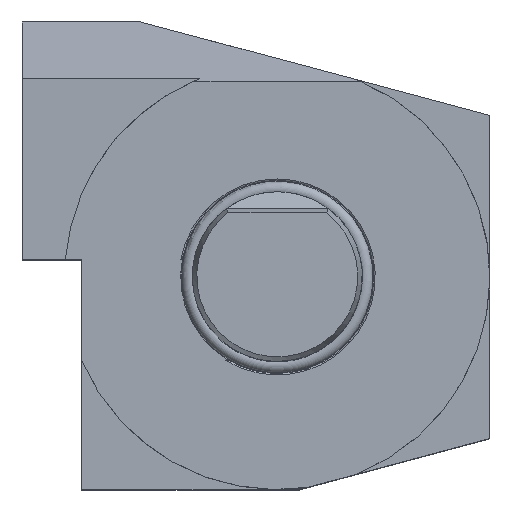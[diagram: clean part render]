
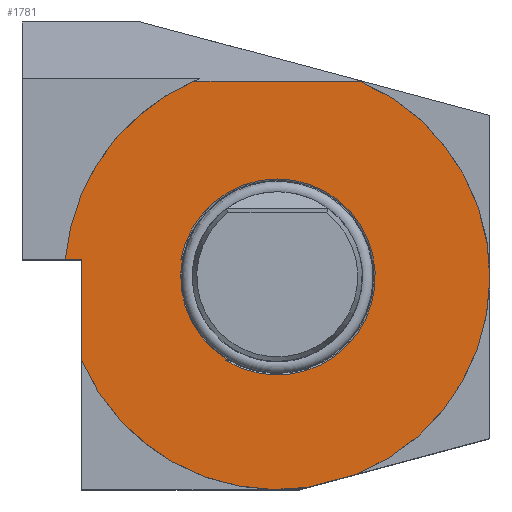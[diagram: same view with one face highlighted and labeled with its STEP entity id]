
A CAD part, top view. The second image highlights one B-rep face of the part: STEP entity #1781.
In plain terms, the highlighted planar face has unit normal (0, 0, 1).
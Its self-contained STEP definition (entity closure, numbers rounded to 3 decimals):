
#329 = DIRECTION ( 'NONE',  ( -1., 0., 0. ) ) ;
#434 = EDGE_CURVE ( 'NONE', #577, #16461, #11509, .T. ) ;
#477 = AXIS2_PLACEMENT_3D ( 'NONE', #17205, #5766, #10157 ) ;
#577 = VERTEX_POINT ( 'NONE', #8326 ) ;
#602 = CARTESIAN_POINT ( 'NONE',  ( 3.557, -24.746, 0. ) ) ;
#937 = VERTEX_POINT ( 'NONE', #1654 ) ;
#965 = CARTESIAN_POINT ( 'NONE',  ( -2.5, 2.5, 0. ) ) ;
#1078 = CARTESIAN_POINT ( 'NONE',  ( 0., 0., 0. ) ) ;
#1635 = AXIS2_PLACEMENT_3D ( 'NONE', #6219, #13563, #10524 ) ;
#1654 = CARTESIAN_POINT ( 'NONE',  ( -5.384, -9.798, 0. ) ) ;
#1684 = VECTOR ( 'NONE', #17822, 1000. ) ;
#1720 = AXIS2_PLACEMENT_3D ( 'NONE', #4679, #15360, #18059 ) ;
#1735 = LINE ( 'NONE', #3261, #13157 ) ;
#1781 = ADVANCED_FACE ( 'NONE', ( #5043, #4493 ), #4944, .T. ) ;
#2024 = VERTEX_POINT ( 'NONE', #8124 ) ;
#2151 = CARTESIAN_POINT ( 'NONE',  ( 0., 11.525, 0. ) ) ;
#2256 = EDGE_CURVE ( 'NONE', #18073, #17701, #12793, .T. ) ;
#2651 = DIRECTION ( 'NONE',  ( 0., -1., 0. ) ) ;
#2675 = CIRCLE ( 'NONE', #5417, 11.18 ) ;
#2736 = DIRECTION ( 'NONE',  ( 1., 0., 0. ) ) ;
#2777 = CIRCLE ( 'NONE', #12412, 25. ) ;
#2814 = DIRECTION ( 'NONE',  ( 0., 0., 1. ) ) ;
#3261 = CARTESIAN_POINT ( 'NONE',  ( -1., -9.798, 0. ) ) ;
#3619 = EDGE_CURVE ( 'NONE', #8849, #10142, #14949, .T. ) ;
#3861 = CARTESIAN_POINT ( 'NONE',  ( -11., 2., 0. ) ) ;
#3994 = CARTESIAN_POINT ( 'NONE',  ( 9.293, -23.209, 0. ) ) ;
#4137 = ORIENTED_EDGE ( 'NONE', *, *, #16008, .T. ) ;
#4162 = EDGE_CURVE ( 'NONE', #937, #17701, #1735, .T. ) ;
#4180 = CARTESIAN_POINT ( 'NONE',  ( -6.068, -9.798, 0. ) ) ;
#4493 = FACE_BOUND ( 'NONE', #5250, .T. ) ;
#4652 = LINE ( 'NONE', #4853, #5333 ) ;
#4679 = CARTESIAN_POINT ( 'NONE',  ( 0., 0., 0. ) ) ;
#4853 = CARTESIAN_POINT ( 'NONE',  ( -12.75, 2., 0. ) ) ;
#4944 = PLANE ( 'NONE',  #6463 ) ;
#4961 = EDGE_CURVE ( 'NONE', #8849, #577, #8613, .T. ) ;
#5043 = FACE_OUTER_BOUND ( 'NONE', #8406, .T. ) ;
#5250 = EDGE_LOOP ( 'NONE', ( #15345, #12365, #16707, #4137, #5840 ) ) ;
#5333 = VECTOR ( 'NONE', #13243, 1000. ) ;
#5417 = AXIS2_PLACEMENT_3D ( 'NONE', #9020, #6216, #17659 ) ;
#5547 = DIRECTION ( 'NONE',  ( 0., 0., 1. ) ) ;
#5766 = DIRECTION ( 'NONE',  ( 0., 0., 1. ) ) ;
#5840 = ORIENTED_EDGE ( 'NONE', *, *, #13772, .T. ) ;
#6216 = DIRECTION ( 'NONE',  ( 0., 0., -1. ) ) ;
#6219 = CARTESIAN_POINT ( 'NONE',  ( 0., 0., 0. ) ) ;
#6402 = ORIENTED_EDGE ( 'NONE', *, *, #4961, .T. ) ;
#6421 = EDGE_CURVE ( 'NONE', #15176, #17295, #6901, .T. ) ;
#6463 = AXIS2_PLACEMENT_3D ( 'NONE', #965, #6565, #18215 ) ;
#6565 = DIRECTION ( 'NONE',  ( 0., 0., 1. ) ) ;
#6772 = EDGE_CURVE ( 'NONE', #937, #9903, #2675, .T. ) ;
#6839 = ORIENTED_EDGE ( 'NONE', *, *, #434, .T. ) ;
#6857 = CIRCLE ( 'NONE', #15604, 25. ) ;
#6860 = ORIENTED_EDGE ( 'NONE', *, *, #3619, .F. ) ;
#6886 = CARTESIAN_POINT ( 'NONE',  ( 0., 0., 0. ) ) ;
#6901 = LINE ( 'NONE', #15420, #14435 ) ;
#7292 = VERTEX_POINT ( 'NONE', #10828 ) ;
#8112 = ORIENTED_EDGE ( 'NONE', *, *, #11784, .T. ) ;
#8124 = CARTESIAN_POINT ( 'NONE',  ( -24.92, 2., 0. ) ) ;
#8199 = CARTESIAN_POINT ( 'NONE',  ( -23., 2., 0. ) ) ;
#8326 = CARTESIAN_POINT ( 'NONE',  ( 9.798, 23., 0. ) ) ;
#8406 = EDGE_LOOP ( 'NONE', ( #8112, #10039, #16688, #6860, #6402, #6839, #10793 ) ) ;
#8613 = CIRCLE ( 'NONE', #477, 25. ) ;
#8849 = VERTEX_POINT ( 'NONE', #3994 ) ;
#9020 = CARTESIAN_POINT ( 'NONE',  ( 0., 0., 0. ) ) ;
#9539 = EDGE_CURVE ( 'NONE', #16461, #2024, #2777, .T. ) ;
#9759 = DIRECTION ( 'NONE',  ( 1., 0., 0. ) ) ;
#9838 = CARTESIAN_POINT ( 'NONE',  ( -23., -9.798, 0. ) ) ;
#9856 = CIRCLE ( 'NONE', #1720, 11.525 ) ;
#9903 = VERTEX_POINT ( 'NONE', #3861 ) ;
#10039 = ORIENTED_EDGE ( 'NONE', *, *, #6421, .T. ) ;
#10061 = CARTESIAN_POINT ( 'NONE',  ( -1., 2., 0. ) ) ;
#10142 = VERTEX_POINT ( 'NONE', #602 ) ;
#10157 = DIRECTION ( 'NONE',  ( 1., 0., 0. ) ) ;
#10524 = DIRECTION ( 'NONE',  ( 0., -1., 0. ) ) ;
#10793 = ORIENTED_EDGE ( 'NONE', *, *, #9539, .T. ) ;
#10828 = CARTESIAN_POINT ( 'NONE',  ( -11.35, 2., 0. ) ) ;
#11320 = CARTESIAN_POINT ( 'NONE',  ( -16.25, 23., 0. ) ) ;
#11509 = LINE ( 'NONE', #11320, #14300 ) ;
#11784 = EDGE_CURVE ( 'NONE', #2024, #15176, #4652, .T. ) ;
#12365 = ORIENTED_EDGE ( 'NONE', *, *, #4162, .F. ) ;
#12412 = AXIS2_PLACEMENT_3D ( 'NONE', #6886, #2814, #2736 ) ;
#12532 = EDGE_CURVE ( 'NONE', #17295, #10142, #6857, .T. ) ;
#12793 = CIRCLE ( 'NONE', #1635, 11.525 ) ;
#12810 = DIRECTION ( 'NONE',  ( -1., 0., 0. ) ) ;
#13157 = VECTOR ( 'NONE', #329, 1000. ) ;
#13243 = DIRECTION ( 'NONE',  ( 1., 0., 0. ) ) ;
#13563 = DIRECTION ( 'NONE',  ( 0., 0., -1. ) ) ;
#13772 = EDGE_CURVE ( 'NONE', #7292, #18073, #9856, .T. ) ;
#14300 = VECTOR ( 'NONE', #15800, 1000. ) ;
#14435 = VECTOR ( 'NONE', #2651, 1000. ) ;
#14949 = LINE ( 'NONE', #16377, #1684 ) ;
#15176 = VERTEX_POINT ( 'NONE', #8199 ) ;
#15345 = ORIENTED_EDGE ( 'NONE', *, *, #2256, .T. ) ;
#15360 = DIRECTION ( 'NONE',  ( 0., 0., -1. ) ) ;
#15420 = CARTESIAN_POINT ( 'NONE',  ( -23., -14.519, 0. ) ) ;
#15491 = LINE ( 'NONE', #10061, #15713 ) ;
#15604 = AXIS2_PLACEMENT_3D ( 'NONE', #1078, #5547, #9759 ) ;
#15713 = VECTOR ( 'NONE', #12810, 1000. ) ;
#15800 = DIRECTION ( 'NONE',  ( -1., 0., 0. ) ) ;
#16008 = EDGE_CURVE ( 'NONE', #9903, #7292, #15491, .T. ) ;
#16377 = CARTESIAN_POINT ( 'NONE',  ( 9.26, -23.217, 0. ) ) ;
#16461 = VERTEX_POINT ( 'NONE', #17559 ) ;
#16688 = ORIENTED_EDGE ( 'NONE', *, *, #12532, .T. ) ;
#16707 = ORIENTED_EDGE ( 'NONE', *, *, #6772, .T. ) ;
#17205 = CARTESIAN_POINT ( 'NONE',  ( 0., 0., 0. ) ) ;
#17295 = VERTEX_POINT ( 'NONE', #9838 ) ;
#17559 = CARTESIAN_POINT ( 'NONE',  ( -9.798, 23., 0. ) ) ;
#17659 = DIRECTION ( 'NONE',  ( 1., 0., 0. ) ) ;
#17701 = VERTEX_POINT ( 'NONE', #4180 ) ;
#17822 = DIRECTION ( 'NONE',  ( -0.966, -0.259, 0. ) ) ;
#18059 = DIRECTION ( 'NONE',  ( 0., -1., 0. ) ) ;
#18073 = VERTEX_POINT ( 'NONE', #2151 ) ;
#18215 = DIRECTION ( 'NONE',  ( 1., 0., 0. ) ) ;
